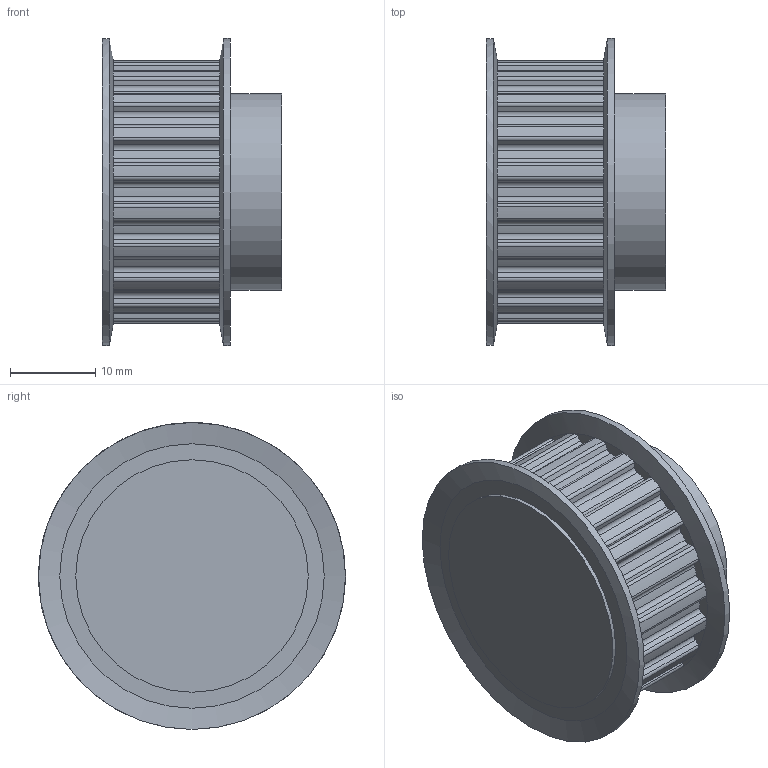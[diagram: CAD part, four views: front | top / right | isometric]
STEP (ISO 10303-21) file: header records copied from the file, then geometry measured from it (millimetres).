
FILE_DESCRIPTION( ( 'STEP AP203' ), '1' );
FILE_NAME( '16222000.stp', ' ', ( ' ' ), ( ' ' ), 'PSStep 15.0.47', 'PARTsolutions', ' ' );
FILE_SCHEMA( ( 'CONFIG_CONTROL_DESIGN' ) );
Length unit declared in the file: millimetre
Products named in the file (1): _16222000
Bounding box: 21 x 36 x 36 mm (x, y, z)
Volume: 13271.7 mm3; surface area: 4899 mm2
Topology: 1 solids, 1 shells, 212 faces, 540 edges, 332 vertices
Faces by surface type: cylinder 124, plane 84, cone 4
Full cylindrical faces by diameter (mm): 23 x1, 27.25 x1, 36 x2
Entity records: 6428 total; most frequent: DIRECTION 1246, CARTESIAN_POINT 1073, ORIENTED_EDGE 1060, EDGE_CURVE 530, AXIS2_PLACEMENT_3D 503, VERTEX_POINT 330, CIRCLE 290, LINE 240
